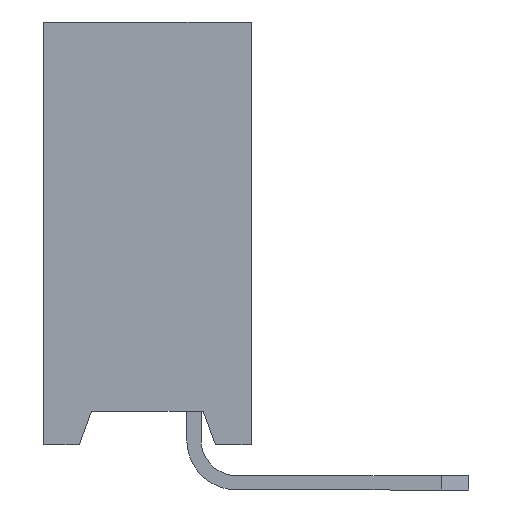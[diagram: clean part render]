
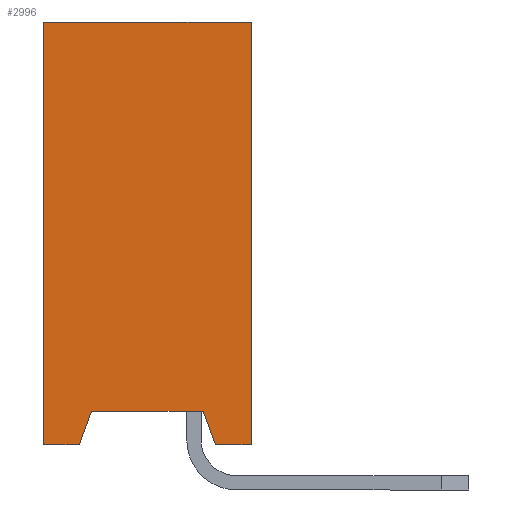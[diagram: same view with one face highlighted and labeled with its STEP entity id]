
A CAD part, left-side view. The second image highlights one B-rep face of the part: STEP entity #2996.
In plain terms, the highlighted planar face has unit normal (-1, 0, 0).
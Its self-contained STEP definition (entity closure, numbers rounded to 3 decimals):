
#50 = CARTESIAN_POINT ( 'NONE',  ( -4.013, 0., 0. ) ) ;
#143 = DIRECTION ( 'NONE',  ( 0., 0., -1. ) ) ;
#170 = DIRECTION ( 'NONE',  ( 0., -0.342, -0.94 ) ) ;
#355 = CARTESIAN_POINT ( 'NONE',  ( -4.013, 0., 4.902 ) ) ;
#369 = EDGE_LOOP ( 'NONE', ( #565, #3157, #3103, #2232, #2014, #2376, #2560, #795 ) ) ;
#390 = VERTEX_POINT ( 'NONE', #1350 ) ;
#405 = CARTESIAN_POINT ( 'NONE',  ( -4.013, 0., 0.406 ) ) ;
#529 = DIRECTION ( 'NONE',  ( 0., -0.342, 0.94 ) ) ;
#565 = ORIENTED_EDGE ( 'NONE', *, *, #2086, .T. ) ;
#666 = VERTEX_POINT ( 'NONE', #3113 ) ;
#765 = EDGE_CURVE ( 'NONE', #2870, #3081, #2198, .T. ) ;
#795 = ORIENTED_EDGE ( 'NONE', *, *, #1950, .T. ) ;
#886 = DIRECTION ( 'NONE',  ( 0., 1., 0. ) ) ;
#1037 = DIRECTION ( 'NONE',  ( 0., 0., 1. ) ) ;
#1154 = LINE ( 'NONE', #2494, #4206 ) ;
#1201 = CARTESIAN_POINT ( 'NONE',  ( -4.013, 2.21, 4.902 ) ) ;
#1275 = AXIS2_PLACEMENT_3D ( 'NONE', #50, #3392, #3778 ) ;
#1280 = LINE ( 'NONE', #1969, #1772 ) ;
#1308 = LINE ( 'NONE', #3999, #2678 ) ;
#1332 = DIRECTION ( 'NONE',  ( 0., -1., 0. ) ) ;
#1350 = CARTESIAN_POINT ( 'NONE',  ( -4.013, 0.51, 0.762 ) ) ;
#1483 = EDGE_CURVE ( 'NONE', #666, #2449, #2325, .T. ) ;
#1647 = EDGE_CURVE ( 'NONE', #2070, #3261, #2898, .T. ) ;
#1672 = EDGE_CURVE ( 'NONE', #390, #666, #1154, .T. ) ;
#1772 = VECTOR ( 'NONE', #2954, 1000. ) ;
#1844 = EDGE_CURVE ( 'NONE', #3081, #390, #1308, .T. ) ;
#1874 = CARTESIAN_POINT ( 'NONE',  ( -4.013, 1.829, 0.406 ) ) ;
#1950 = EDGE_CURVE ( 'NONE', #2449, #2354, #4037, .T. ) ;
#1969 = CARTESIAN_POINT ( 'NONE',  ( -4.013, 2.21, 0.406 ) ) ;
#2014 = ORIENTED_EDGE ( 'NONE', *, *, #1844, .T. ) ;
#2070 = VERTEX_POINT ( 'NONE', #4170 ) ;
#2086 = EDGE_CURVE ( 'NONE', #2354, #2070, #3215, .T. ) ;
#2188 = CARTESIAN_POINT ( 'NONE',  ( -4.013, 0., 4.902 ) ) ;
#2198 = LINE ( 'NONE', #3531, #3990 ) ;
#2232 = ORIENTED_EDGE ( 'NONE', *, *, #765, .T. ) ;
#2325 = LINE ( 'NONE', #3663, #2814 ) ;
#2354 = VERTEX_POINT ( 'NONE', #355 ) ;
#2376 = ORIENTED_EDGE ( 'NONE', *, *, #1672, .T. ) ;
#2394 = VECTOR ( 'NONE', #1037, 1000. ) ;
#2407 = CARTESIAN_POINT ( 'NONE',  ( -4.013, 1.699, 0.762 ) ) ;
#2449 = VERTEX_POINT ( 'NONE', #3120 ) ;
#2494 = CARTESIAN_POINT ( 'NONE',  ( -4.013, 0.51, 0.762 ) ) ;
#2560 = ORIENTED_EDGE ( 'NONE', *, *, #1483, .T. ) ;
#2649 = DIRECTION ( 'NONE',  ( 0., -1., 0. ) ) ;
#2678 = VECTOR ( 'NONE', #2649, 1000. ) ;
#2814 = VECTOR ( 'NONE', #1332, 1000. ) ;
#2870 = VERTEX_POINT ( 'NONE', #1874 ) ;
#2891 = VECTOR ( 'NONE', #143, 1000. ) ;
#2898 = LINE ( 'NONE', #1201, #2891 ) ;
#2954 = DIRECTION ( 'NONE',  ( 0., -1., 0. ) ) ;
#2996 = ADVANCED_FACE ( 'NONE', ( #3066 ), #3740, .T. ) ;
#3066 = FACE_OUTER_BOUND ( 'NONE', #369, .T. ) ;
#3081 = VERTEX_POINT ( 'NONE', #2407 ) ;
#3103 = ORIENTED_EDGE ( 'NONE', *, *, #3308, .T. ) ;
#3113 = CARTESIAN_POINT ( 'NONE',  ( -4.013, 0.381, 0.406 ) ) ;
#3120 = CARTESIAN_POINT ( 'NONE',  ( -4.013, 0., 0.406 ) ) ;
#3157 = ORIENTED_EDGE ( 'NONE', *, *, #1647, .T. ) ;
#3215 = LINE ( 'NONE', #2188, #3591 ) ;
#3261 = VERTEX_POINT ( 'NONE', #3826 ) ;
#3308 = EDGE_CURVE ( 'NONE', #3261, #2870, #1280, .T. ) ;
#3392 = DIRECTION ( 'NONE',  ( -1., 0., 0. ) ) ;
#3531 = CARTESIAN_POINT ( 'NONE',  ( -4.013, 1.829, 0.406 ) ) ;
#3591 = VECTOR ( 'NONE', #886, 1000. ) ;
#3663 = CARTESIAN_POINT ( 'NONE',  ( -4.013, 0.381, 0.406 ) ) ;
#3740 = PLANE ( 'NONE',  #1275 ) ;
#3778 = DIRECTION ( 'NONE',  ( 0., 0., 1. ) ) ;
#3826 = CARTESIAN_POINT ( 'NONE',  ( -4.013, 2.21, 0.406 ) ) ;
#3990 = VECTOR ( 'NONE', #529, 1000. ) ;
#3999 = CARTESIAN_POINT ( 'NONE',  ( -4.013, 1.699, 0.762 ) ) ;
#4037 = LINE ( 'NONE', #405, #2394 ) ;
#4170 = CARTESIAN_POINT ( 'NONE',  ( -4.013, 2.21, 4.902 ) ) ;
#4206 = VECTOR ( 'NONE', #170, 1000. ) ;
